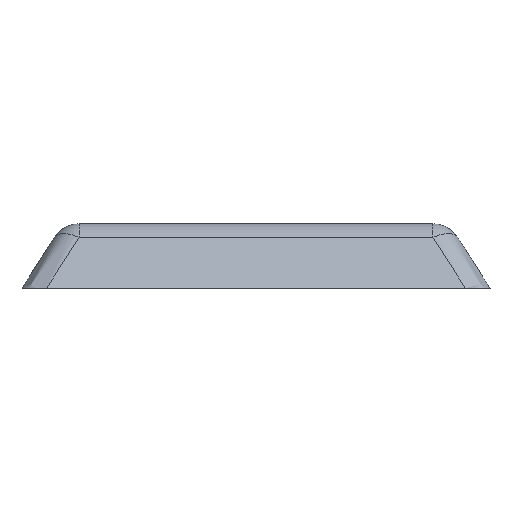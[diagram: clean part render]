
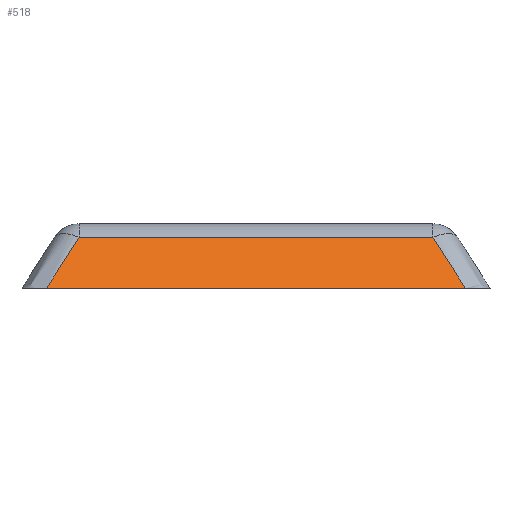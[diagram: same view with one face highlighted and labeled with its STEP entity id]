
A CAD part, left-side view. The second image highlights one B-rep face of the part: STEP entity #518.
In plain terms, the highlighted free-form (B-spline) face has degree [1, 1] with [2, 2] control points.
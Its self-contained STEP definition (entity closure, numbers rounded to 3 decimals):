
#102 = VERTEX_POINT('',#103);
#103 = CARTESIAN_POINT('',(-20.,17.891,0.));
#114 = EDGE_CURVE('',#115,#102,#117,.T.);
#115 = VERTEX_POINT('',#116);
#116 = CARTESIAN_POINT('',(-20.,-17.891,0.));
#117 = LINE('',#118,#119);
#118 = CARTESIAN_POINT('',(-20.,-20.,0.));
#119 = VECTOR('',#120,1.);
#120 = DIRECTION('',(0.,1.,0.));
#423 = EDGE_CURVE('',#102,#424,#426,.T.);
#424 = VERTEX_POINT('',#425);
#425 = CARTESIAN_POINT('',(-17.237,15.128,
    4.342));
#426 = B_SPLINE_CURVE_WITH_KNOTS('',4,(#427,#428,#429,#430,#431,#432,
    #433,#434),.UNSPECIFIED.,.F.,.F.,(5,3,5),(0.635,
    0.998,8.258),.UNSPECIFIED.);
#427 = CARTESIAN_POINT('',(-20.171,18.062,-0.269));
#428 = CARTESIAN_POINT('',(-20.129,18.019,-0.202));
#429 = CARTESIAN_POINT('',(-20.086,17.977,-0.135));
#430 = CARTESIAN_POINT('',(-20.043,17.934,-0.067)
  );
#431 = CARTESIAN_POINT('',(-19.141,17.032,
    1.349));
#432 = CARTESIAN_POINT('',(-18.283,16.174,2.698
    ));
#433 = CARTESIAN_POINT('',(-17.424,15.315,
    4.047));
#434 = CARTESIAN_POINT('',(-16.566,14.457,
    5.396));
#518 = ADVANCED_FACE('',(#519),#544,.F.);
#519 = FACE_BOUND('',#520,.F.);
#520 = EDGE_LOOP('',(#521,#522,#523,#533));
#521 = ORIENTED_EDGE('',*,*,#114,.T.);
#522 = ORIENTED_EDGE('',*,*,#423,.T.);
#523 = ORIENTED_EDGE('',*,*,#524,.F.);
#524 = EDGE_CURVE('',#525,#424,#527,.T.);
#525 = VERTEX_POINT('',#526);
#526 = CARTESIAN_POINT('',(-17.237,-15.128,
    4.342));
#527 = B_SPLINE_CURVE_WITH_KNOTS('',2,(#528,#529,#530,#531,#532),
  .UNSPECIFIED.,.F.,.F.,(3,1,1,3),(-1.949,-0.737,
    33.737,34.949),.UNSPECIFIED.);
#528 = CARTESIAN_POINT('',(-17.237,-18.449,
    4.342));
#529 = CARTESIAN_POINT('',(-17.237,-17.843,
    4.342));
#530 = CARTESIAN_POINT('',(-17.237,0.,4.342));
#531 = CARTESIAN_POINT('',(-17.237,17.843,
    4.342));
#532 = CARTESIAN_POINT('',(-17.237,18.449,
    4.342));
#533 = ORIENTED_EDGE('',*,*,#534,.F.);
#534 = EDGE_CURVE('',#115,#525,#535,.T.);
#535 = B_SPLINE_CURVE_WITH_KNOTS('',4,(#536,#537,#538,#539,#540,#541,
    #542,#543),.UNSPECIFIED.,.F.,.F.,(5,3,5),(0.635,
    0.998,8.258),.UNSPECIFIED.);
#536 = CARTESIAN_POINT('',(-20.171,-18.062,-0.269));
#537 = CARTESIAN_POINT('',(-20.129,-18.019,-0.202));
#538 = CARTESIAN_POINT('',(-20.086,-17.977,-0.135));
#539 = CARTESIAN_POINT('',(-20.043,-17.934,-0.067
    ));
#540 = CARTESIAN_POINT('',(-19.141,-17.032,1.349
    ));
#541 = CARTESIAN_POINT('',(-18.283,-16.174,2.698
    ));
#542 = CARTESIAN_POINT('',(-17.424,-15.315,
    4.047));
#543 = CARTESIAN_POINT('',(-16.566,-14.457,
    5.396));
#544 = B_SPLINE_SURFACE_WITH_KNOTS('',1,1,(
    (#545,#546)
    ,(#547,#548
  )),.UNSPECIFIED.,.F.,.F.,.F.,(2,2),(2,2),(0.,40.),(0.,1.),
  .PIECEWISE_BEZIER_KNOTS.);
#545 = CARTESIAN_POINT('',(-20.,-20.,0.));
#546 = CARTESIAN_POINT('',(-16.5,-16.5,5.5));
#547 = CARTESIAN_POINT('',(-20.,20.,0.));
#548 = CARTESIAN_POINT('',(-16.5,16.5,5.5));
